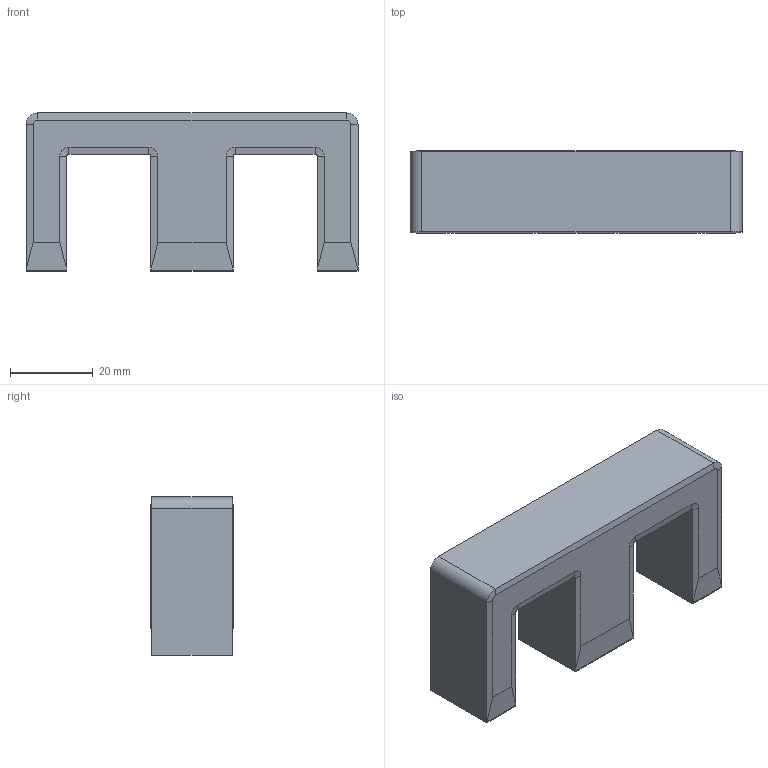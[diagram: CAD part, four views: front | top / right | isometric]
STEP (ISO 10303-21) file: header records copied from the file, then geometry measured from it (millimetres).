
FILE_DESCRIPTION (( 'STEP AP214' ), '1' );
FILE_NAME ('E80-38-20.step', '2018-04-25T18:05:28', ( '' ), ( '' ), 'SwSTEP 2.0', 'SolidWorks 2017', '' );
FILE_SCHEMA (( 'AUTOMOTIVE_DESIGN' ));
Length unit declared in the file: millimetre
Products named in the file (1): E80-38-20
Bounding box: 80.01 x 19.8 x 38.1 mm (x, y, z)
Volume: 37501.4 mm3; surface area: 10490 mm2
Topology: 1 solids, 1 shells, 62 faces, 144 edges, 84 vertices
Faces by surface type: plane 44, cone 12, cylinder 6
Entity records: 1738 total; most frequent: DIRECTION 294, CARTESIAN_POINT 291, ORIENTED_EDGE 288, EDGE_CURVE 144, LINE 120, VECTOR 120, AXIS2_PLACEMENT_3D 87, VERTEX_POINT 84
